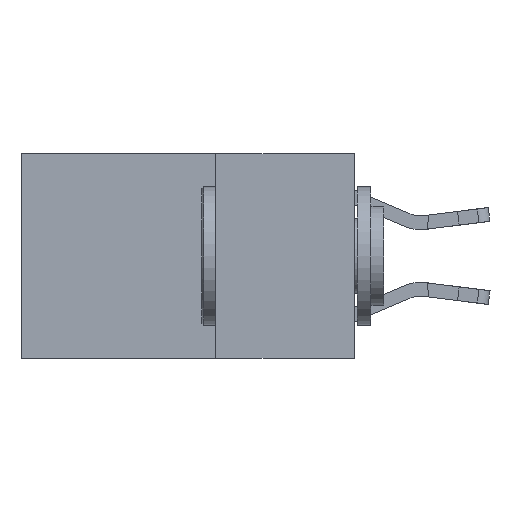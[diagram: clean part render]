
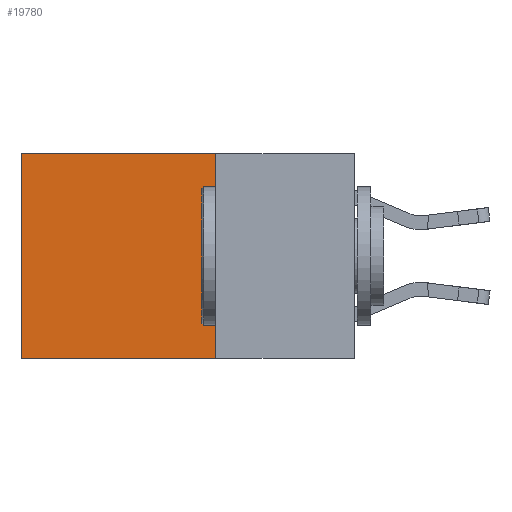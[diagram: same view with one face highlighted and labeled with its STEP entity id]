
A CAD part, left-side view. The second image highlights one B-rep face of the part: STEP entity #19780.
In plain terms, the highlighted planar face has unit normal (-1, 0, 0).
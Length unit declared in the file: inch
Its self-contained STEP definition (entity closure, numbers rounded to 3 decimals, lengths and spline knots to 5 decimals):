
#1597 = VECTOR ( 'NONE', #9186, 39.37008 ) ;
#3735 = CARTESIAN_POINT ( 'NONE',  ( 0.2625, 0.6, 0. ) ) ;
#4741 = LINE ( 'NONE', #9033, #23818 ) ;
#4766 = CARTESIAN_POINT ( 'NONE',  ( 0.2625, 0.25, 0. ) ) ;
#4932 = LINE ( 'NONE', #20205, #15313 ) ;
#6477 = VERTEX_POINT ( 'NONE', #7916 ) ;
#6759 = DIRECTION ( 'NONE',  ( 0., 0., -1. ) ) ;
#6929 = EDGE_CURVE ( 'NONE', #20471, #22050, #4741, .T. ) ;
#7051 = EDGE_CURVE ( 'NONE', #22050, #14334, #21466, .T. ) ;
#7543 = ORIENTED_EDGE ( 'NONE', *, *, #9636, .F. ) ;
#7916 = CARTESIAN_POINT ( 'NONE',  ( 0.2625, 0.25, -0.37 ) ) ;
#8026 = EDGE_LOOP ( 'NONE', ( #9438, #7543, #8293, #9833 ) ) ;
#8293 = ORIENTED_EDGE ( 'NONE', *, *, #23698, .F. ) ;
#9033 = CARTESIAN_POINT ( 'NONE',  ( 0.2625, 0.25, 0. ) ) ;
#9186 = DIRECTION ( 'NONE',  ( 0., 0., -1. ) ) ;
#9438 = ORIENTED_EDGE ( 'NONE', *, *, #7051, .T. ) ;
#9636 = EDGE_CURVE ( 'NONE', #6477, #14334, #4932, .T. ) ;
#9833 = ORIENTED_EDGE ( 'NONE', *, *, #6929, .T. ) ;
#10788 = DIRECTION ( 'NONE',  ( 0., 1., 0. ) ) ;
#10805 = AXIS2_PLACEMENT_3D ( 'NONE', #4766, #18263, #6759 ) ;
#10982 = DIRECTION ( 'NONE',  ( 0., 1., 0. ) ) ;
#11493 = VECTOR ( 'NONE', #24441, 39.37008 ) ;
#13245 = CARTESIAN_POINT ( 'NONE',  ( 0.2625, 0.6, -0.37 ) ) ;
#13371 = CARTESIAN_POINT ( 'NONE',  ( 0.2625, 0.6, 0. ) ) ;
#14334 = VERTEX_POINT ( 'NONE', #13245 ) ;
#15313 = VECTOR ( 'NONE', #10788, 39.37008 ) ;
#16390 = CARTESIAN_POINT ( 'NONE',  ( 0.2625, 0.25, 0. ) ) ;
#16417 = PLANE ( 'NONE',  #10805 ) ;
#17097 = LINE ( 'NONE', #18695, #1597 ) ;
#17611 = FACE_OUTER_BOUND ( 'NONE', #8026, .T. ) ;
#18263 = DIRECTION ( 'NONE',  ( 1., 0., 0. ) ) ;
#18695 = CARTESIAN_POINT ( 'NONE',  ( 0.2625, 0.25, 0. ) ) ;
#19780 = ADVANCED_FACE ( 'NONE', ( #17611 ), #16417, .F. ) ;
#20205 = CARTESIAN_POINT ( 'NONE',  ( 0.2625, 0.25, -0.37 ) ) ;
#20471 = VERTEX_POINT ( 'NONE', #16390 ) ;
#21466 = LINE ( 'NONE', #13371, #11493 ) ;
#22050 = VERTEX_POINT ( 'NONE', #3735 ) ;
#23698 = EDGE_CURVE ( 'NONE', #20471, #6477, #17097, .T. ) ;
#23818 = VECTOR ( 'NONE', #10982, 39.37008 ) ;
#24441 = DIRECTION ( 'NONE',  ( 0., 0., -1. ) ) ;
